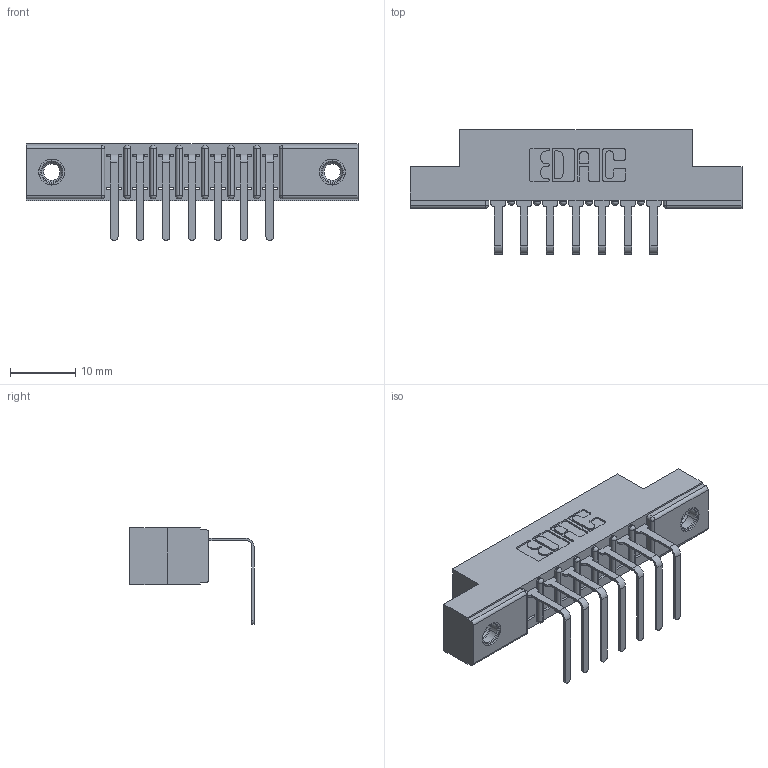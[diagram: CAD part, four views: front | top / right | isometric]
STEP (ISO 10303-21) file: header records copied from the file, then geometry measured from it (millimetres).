
FILE_DESCRIPTION (( 'STEP AP203' ), '1' );
FILE_NAME ('307-007-558-107.STEP', '2019-09-04T11:54:22', ( '' ), ( '' ), 'SwSTEP 2.0', 'SolidWorks 2016', '' );
FILE_SCHEMA (( 'CONFIG_CONTROL_DESIGN' ));
Length unit declared in the file: inch
Products named in the file (4): 307-007-558-107; 345-250-001_345-250-005-103; 307 Part_.156 Dia Mounting Holes; 307-290-001_558 - 2 (Single)
Assembly tree (10 placements, depth 2):
  307-007-558-107
    307 Part_.156 Dia Mounting Holes
    307-290-001_558 - 2 (Single)  x7
    345-250-001_345-250-005-103  x2
Bounding box: 50.75 x 18.96 x 14.81 mm (x, y, z)
Volume: 3259.7 mm3; surface area: 4722.4 mm2
Topology: 10 solids, 10 shells, 606 faces, 1677 edges, 1078 vertices
Faces by surface type: plane 375, cylinder 199, sphere 16, cone 12, torus 4
Entity records: 11605 total; most frequent: CARTESIAN_POINT 1923, ORIENTED_EDGE 1902, DIRECTION 1901, EDGE_CURVE 951, LINE 713, VECTOR 713, VERTEX_POINT 616, AXIS2_PLACEMENT_3D 594
